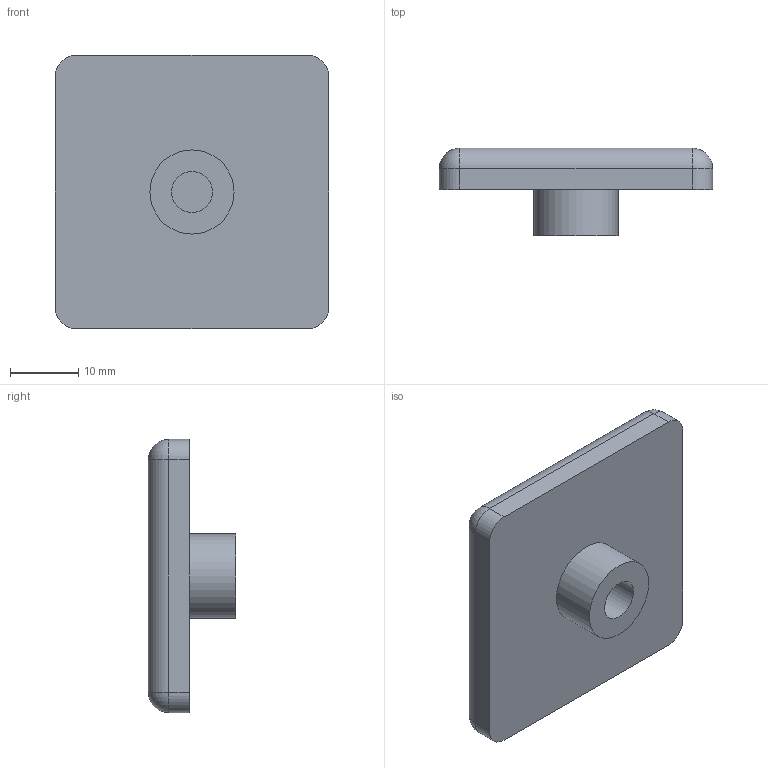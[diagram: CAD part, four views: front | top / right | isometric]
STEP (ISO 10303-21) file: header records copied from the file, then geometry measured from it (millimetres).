
FILE_DESCRIPTION(/* description */ ('Alibre Inc.'),/* implementation_level */ '2;1');
FILE_NAME(/* name */ 'export-4E0DFDA4-8C12-455F-AAB4-594D29302E4E',/* time_stamp */ '2022-02-26T15:37:30+01:00',/* author */ (''),/* organization */ (''),/* preprocessor_version */ 'ST-DEVELOPER v17',/* originating_system */ 'Alibre',/* authorisation */ '');
FILE_SCHEMA (('AUTOMOTIVE_DESIGN'));
Length unit declared in the file: millimetre
Bounding box: 40 x 12.8 x 40 mm (x, y, z)
Volume: 9781 mm3; surface area: 4990.6 mm2
Topology: 1 solids, 17 shells, 340 faces, 904 edges, 596 vertices
Faces by surface type: bspline 179, plane 147, cylinder 10, sphere 4
Full cylindrical faces by diameter (mm): 6 x1, 12.3 x1
Entity records: 10507 total; most frequent: CARTESIAN_POINT 3445, ORIENTED_EDGE 1796, EDGE_CURVE 898, DIRECTION 735, VERTEX_POINT 596, VECTOR 520, LINE 520, B_SPLINE_CURVE_WITH_KNOTS 358
